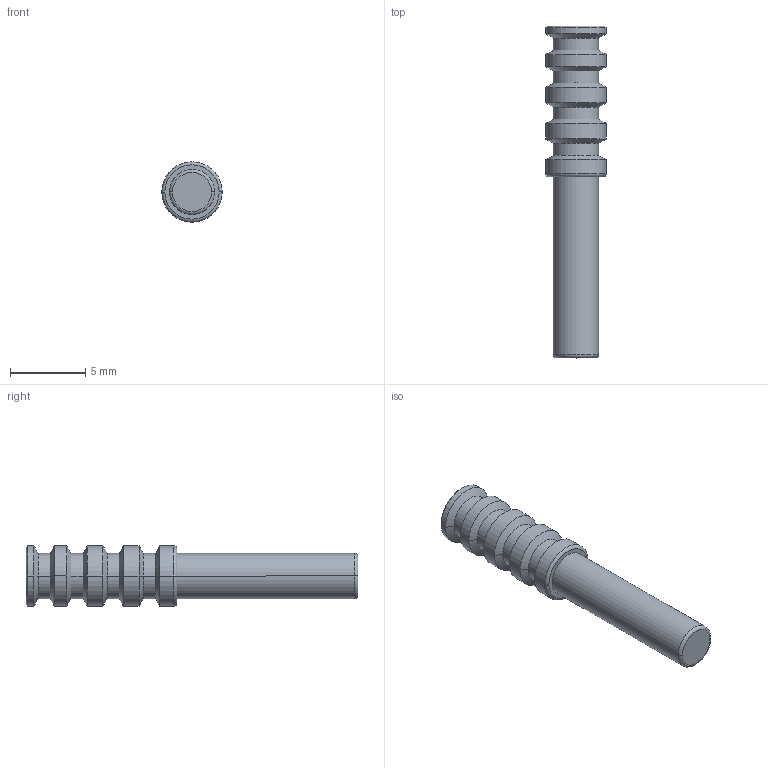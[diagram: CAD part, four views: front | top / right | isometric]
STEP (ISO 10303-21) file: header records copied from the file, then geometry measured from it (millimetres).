
FILE_DESCRIPTION((''),'2;1');
FILE_NAME('PP03C-mdt.stp','2017-07-24T15:09:09',(''),(''),'Mechanical Desktop 2009','Mechanical Desktop 2009',', , ');
FILE_SCHEMA(('CONFIG_CONTROL_DESIGN'));
Length unit declared in the file: millimetre
Products named in the file (2): PP03C-MDT; PART1
Assembly tree (1 placements, depth 2):
  PP03C-MDT
    PART1
Bounding box: 4 x 22 x 4 mm (x, y, z)
Volume: 186 mm3; surface area: 272.9 mm2
Topology: 1 solids, 1 shells, 45 faces, 88 edges, 46 vertices
Faces by surface type: cylinder 20, cone 18, torus 4, plane 3
Entity records: 1237 total; most frequent: DIRECTION 232, CARTESIAN_POINT 181, ORIENTED_EDGE 176, AXIS2_PLACEMENT_3D 97, EDGE_CURVE 88, CIRCLE 50, VERTEX_POINT 46, EDGE_LOOP 46
